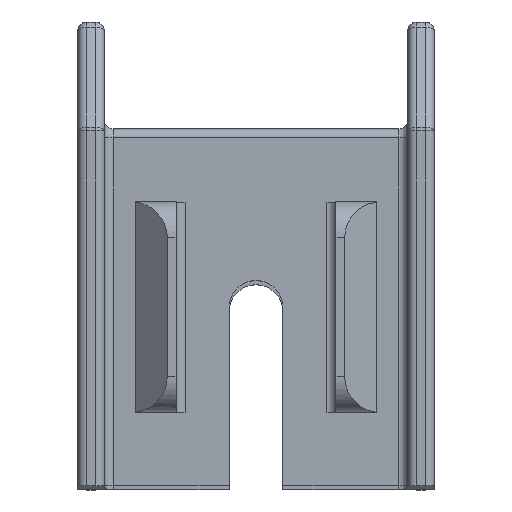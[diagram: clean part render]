
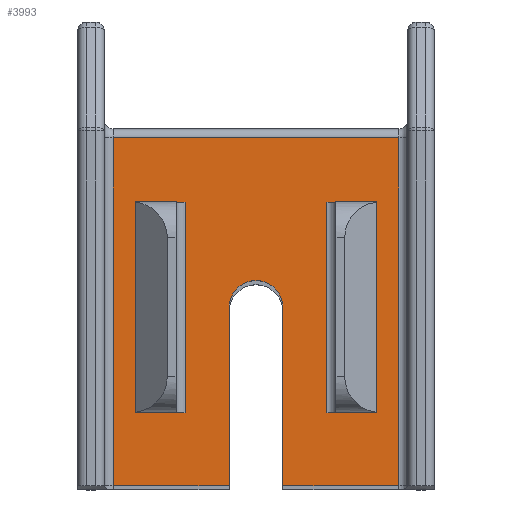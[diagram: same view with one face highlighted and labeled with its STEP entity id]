
A CAD part, top view. The second image highlights one B-rep face of the part: STEP entity #3993.
In plain terms, the highlighted planar face has unit normal (0, 0, 1).
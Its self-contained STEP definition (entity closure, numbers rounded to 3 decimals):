
#560 = LINE ( 'NONE', #1290, #563 ) ;
#563 = VECTOR ( 'NONE', #1333, 1000. ) ;
#572 = LINE ( 'NONE', #1308, #582 ) ;
#578 = LINE ( 'NONE', #1317, #580 ) ;
#579 = LINE ( 'NONE', #2076, #603 ) ;
#580 = VECTOR ( 'NONE', #1315, 1000. ) ;
#581 = LINE ( 'NONE', #1301, #584 ) ;
#582 = VECTOR ( 'NONE', #1302, 1000. ) ;
#583 = LINE ( 'NONE', #1298, #586 ) ;
#584 = VECTOR ( 'NONE', #1299, 1000. ) ;
#585 = LINE ( 'NONE', #1295, #588 ) ;
#586 = VECTOR ( 'NONE', #1296, 1000. ) ;
#587 = LINE ( 'NONE', #1293, #590 ) ;
#588 = VECTOR ( 'NONE', #1294, 1000. ) ;
#589 = LINE ( 'NONE', #1291, #592 ) ;
#590 = VECTOR ( 'NONE', #1292, 1000. ) ;
#591 = LINE ( 'NONE', #1288, #594 ) ;
#592 = VECTOR ( 'NONE', #1289, 1000. ) ;
#593 = LINE ( 'NONE', #1285, #596 ) ;
#594 = VECTOR ( 'NONE', #1287, 1000. ) ;
#595 = CIRCLE ( 'NONE', #2551, 1.5 ) ;
#596 = VECTOR ( 'NONE', #2090, 1000. ) ;
#597 = LINE ( 'NONE', #1303, #599 ) ;
#598 = LINE ( 'NONE', #2066, #601 ) ;
#599 = VECTOR ( 'NONE', #1309, 1000. ) ;
#601 = VECTOR ( 'NONE', #2058, 1000. ) ;
#602 = LINE ( 'NONE', #2051, #605 ) ;
#603 = VECTOR ( 'NONE', #2057, 1000. ) ;
#604 = LINE ( 'NONE', #2097, #607 ) ;
#605 = VECTOR ( 'NONE', #2098, 1000. ) ;
#607 = VECTOR ( 'NONE', #2096, 1000. ) ;
#1143 = VERTEX_POINT ( 'NONE', #8191 ) ;
#1144 = VERTEX_POINT ( 'NONE', #8190 ) ;
#1146 = VERTEX_POINT ( 'NONE', #8188 ) ;
#1150 = VERTEX_POINT ( 'NONE', #8184 ) ;
#1154 = VERTEX_POINT ( 'NONE', #8180 ) ;
#1158 = VERTEX_POINT ( 'NONE', #8176 ) ;
#1159 = VERTEX_POINT ( 'NONE', #8175 ) ;
#1166 = VERTEX_POINT ( 'NONE', #8168 ) ;
#1184 = VERTEX_POINT ( 'NONE', #8150 ) ;
#1186 = VERTEX_POINT ( 'NONE', #8148 ) ;
#1224 = VERTEX_POINT ( 'NONE', #8110 ) ;
#1243 = VERTEX_POINT ( 'NONE', #8091 ) ;
#1246 = VERTEX_POINT ( 'NONE', #8088 ) ;
#1256 = VERTEX_POINT ( 'NONE', #8078 ) ;
#1257 = VERTEX_POINT ( 'NONE', #8077 ) ;
#1276 = VERTEX_POINT ( 'NONE', #8058 ) ;
#1285 = CARTESIAN_POINT ( 'NONE',  ( -1.5, -10., -11.5 ) ) ;
#1287 = DIRECTION ( 'NONE',  ( 1., 0., 0. ) ) ;
#1288 = CARTESIAN_POINT ( 'NONE',  ( 8.5, -10., -11.5 ) ) ;
#1289 = DIRECTION ( 'NONE',  ( 0., -1., 0. ) ) ;
#1290 = CARTESIAN_POINT ( 'NONE',  ( 8.5, -10., -11.5 ) ) ;
#1291 = CARTESIAN_POINT ( 'NONE',  ( -8., -10., -11.5 ) ) ;
#1292 = DIRECTION ( 'NONE',  ( -1., 0., 0. ) ) ;
#1293 = CARTESIAN_POINT ( 'NONE',  ( 8.5, 9.5, -11.5 ) ) ;
#1294 = DIRECTION ( 'NONE',  ( 0., 1., 0. ) ) ;
#1295 = CARTESIAN_POINT ( 'NONE',  ( 8., 10., -11.5 ) ) ;
#1296 = DIRECTION ( 'NONE',  ( 0., -1., 0. ) ) ;
#1298 = CARTESIAN_POINT ( 'NONE',  ( 6.48, -5.9, -11.5 ) ) ;
#1299 = DIRECTION ( 'NONE',  ( -1., 0., 0. ) ) ;
#1301 = CARTESIAN_POINT ( 'NONE',  ( 4.48, 5.9, -11.5 ) ) ;
#1302 = DIRECTION ( 'NONE',  ( 0., 1., 0. ) ) ;
#1303 = CARTESIAN_POINT ( 'NONE',  ( 1.5, -10., -11.5 ) ) ;
#1308 = CARTESIAN_POINT ( 'NONE',  ( 3.98, 5.9, -11.5 ) ) ;
#1309 = DIRECTION ( 'NONE',  ( 0., 1., 0. ) ) ;
#1315 = DIRECTION ( 'NONE',  ( -1., 0., 0. ) ) ;
#1317 = CARTESIAN_POINT ( 'NONE',  ( 4.48, -5.9, -11.5 ) ) ;
#1333 = DIRECTION ( 'NONE',  ( 1., 0., 0. ) ) ;
#2051 = CARTESIAN_POINT ( 'NONE',  ( -4.48, 5.9, -11.5 ) ) ;
#2057 = DIRECTION ( 'NONE',  ( 0., 1., 0. ) ) ;
#2058 = DIRECTION ( 'NONE',  ( -1., 0., 0. ) ) ;
#2066 = CARTESIAN_POINT ( 'NONE',  ( -4.48, -5.9, -11.5 ) ) ;
#2070 = DIRECTION ( 'NONE',  ( 1., 0., 0. ) ) ;
#2071 = DIRECTION ( 'NONE',  ( 0., 0., 1. ) ) ;
#2074 = CARTESIAN_POINT ( 'NONE',  ( 0., 0., -11.5 ) ) ;
#2076 = CARTESIAN_POINT ( 'NONE',  ( -6.48, 5.9, -11.5 ) ) ;
#2090 = DIRECTION ( 'NONE',  ( 0., -1., 0. ) ) ;
#2096 = DIRECTION ( 'NONE',  ( 0., -1., 0. ) ) ;
#2097 = CARTESIAN_POINT ( 'NONE',  ( -3.98, -5.9, -11.5 ) ) ;
#2098 = DIRECTION ( 'NONE',  ( -1., 0., 0. ) ) ;
#2551 = AXIS2_PLACEMENT_3D ( 'NONE', #2074, #2071, #2070 ) ;
#2908 = EDGE_CURVE ( 'NONE', #1224, #1276, #560, .T. ) ;
#2918 = EDGE_CURVE ( 'NONE', #1246, #1256, #578, .T. ) ;
#2919 = EDGE_CURVE ( 'NONE', #1256, #1144, #572, .T. ) ;
#2920 = EDGE_CURVE ( 'NONE', #1143, #1144, #581, .T. ) ;
#2921 = EDGE_CURVE ( 'NONE', #1143, #1246, #583, .T. ) ;
#2922 = EDGE_CURVE ( 'NONE', #1276, #1243, #585, .T. ) ;
#2923 = EDGE_CURVE ( 'NONE', #1243, #1154, #587, .T. ) ;
#2924 = EDGE_CURVE ( 'NONE', #1154, #1158, #589, .T. ) ;
#2925 = EDGE_CURVE ( 'NONE', #1158, #1159, #591, .T. ) ;
#2926 = EDGE_CURVE ( 'NONE', #1146, #1159, #593, .T. ) ;
#2927 = EDGE_CURVE ( 'NONE', #1257, #1146, #595, .T. ) ;
#2928 = EDGE_CURVE ( 'NONE', #1224, #1257, #597, .T. ) ;
#2929 = EDGE_CURVE ( 'NONE', #1166, #1150, #598, .T. ) ;
#2930 = EDGE_CURVE ( 'NONE', #1150, #1186, #579, .T. ) ;
#2931 = EDGE_CURVE ( 'NONE', #1184, #1186, #602, .T. ) ;
#2932 = EDGE_CURVE ( 'NONE', #1184, #1166, #604, .T. ) ;
#3339 = DIRECTION ( 'NONE',  ( 0., 0., -1. ) ) ;
#3345 = CARTESIAN_POINT ( 'NONE',  ( 8.5, 16., -11.5 ) ) ;
#3347 = PLANE ( 'NONE',  #3830 ) ;
#3349 = DIRECTION ( 'NONE',  ( 0., 1., 0. ) ) ;
#3830 = AXIS2_PLACEMENT_3D ( 'NONE', #3345, #3339, #3349 ) ;
#3993 = ADVANCED_FACE ( 'NONE', ( #4722, #4725, #4723 ), #3347, .F. ) ;
#4722 = FACE_BOUND ( 'NONE', #6130, .T. ) ;
#4723 = FACE_BOUND ( 'NONE', #6126, .T. ) ;
#4725 = FACE_OUTER_BOUND ( 'NONE', #6127, .T. ) ;
#5219 = ORIENTED_EDGE ( 'NONE', *, *, #2932, .T. ) ;
#5220 = ORIENTED_EDGE ( 'NONE', *, *, #2931, .F. ) ;
#5221 = ORIENTED_EDGE ( 'NONE', *, *, #2930, .T. ) ;
#5222 = ORIENTED_EDGE ( 'NONE', *, *, #2929, .T. ) ;
#5223 = ORIENTED_EDGE ( 'NONE', *, *, #2908, .T. ) ;
#5224 = ORIENTED_EDGE ( 'NONE', *, *, #2928, .F. ) ;
#5225 = ORIENTED_EDGE ( 'NONE', *, *, #2927, .F. ) ;
#5226 = ORIENTED_EDGE ( 'NONE', *, *, #2926, .F. ) ;
#5227 = ORIENTED_EDGE ( 'NONE', *, *, #2925, .T. ) ;
#5228 = ORIENTED_EDGE ( 'NONE', *, *, #2924, .T. ) ;
#5229 = ORIENTED_EDGE ( 'NONE', *, *, #2923, .T. ) ;
#5230 = ORIENTED_EDGE ( 'NONE', *, *, #2922, .T. ) ;
#5231 = ORIENTED_EDGE ( 'NONE', *, *, #2921, .T. ) ;
#5232 = ORIENTED_EDGE ( 'NONE', *, *, #2920, .F. ) ;
#5235 = ORIENTED_EDGE ( 'NONE', *, *, #2918, .T. ) ;
#5237 = ORIENTED_EDGE ( 'NONE', *, *, #2919, .T. ) ;
#6126 = EDGE_LOOP ( 'NONE', ( #5222, #5221, #5220, #5219 ) ) ;
#6127 = EDGE_LOOP ( 'NONE', ( #5230, #5229, #5228, #5227, #5226, #5225, #5224, #5223 ) ) ;
#6130 = EDGE_LOOP ( 'NONE', ( #5235, #5237, #5232, #5231 ) ) ;
#8058 = CARTESIAN_POINT ( 'NONE',  ( 8., -10., -11.5 ) ) ;
#8077 = CARTESIAN_POINT ( 'NONE',  ( 1.5, 0., -11.5 ) ) ;
#8078 = CARTESIAN_POINT ( 'NONE',  ( 3.98, -5.9, -11.5 ) ) ;
#8088 = CARTESIAN_POINT ( 'NONE',  ( 6.48, -5.9, -11.5 ) ) ;
#8091 = CARTESIAN_POINT ( 'NONE',  ( 8., 9.5, -11.5 ) ) ;
#8110 = CARTESIAN_POINT ( 'NONE',  ( 1.5, -10., -11.5 ) ) ;
#8148 = CARTESIAN_POINT ( 'NONE',  ( -6.48, 5.9, -11.5 ) ) ;
#8150 = CARTESIAN_POINT ( 'NONE',  ( -3.98, 5.9, -11.5 ) ) ;
#8168 = CARTESIAN_POINT ( 'NONE',  ( -3.98, -5.9, -11.5 ) ) ;
#8175 = CARTESIAN_POINT ( 'NONE',  ( -1.5, -10., -11.5 ) ) ;
#8176 = CARTESIAN_POINT ( 'NONE',  ( -8., -10., -11.5 ) ) ;
#8180 = CARTESIAN_POINT ( 'NONE',  ( -8., 9.5, -11.5 ) ) ;
#8184 = CARTESIAN_POINT ( 'NONE',  ( -6.48, -5.9, -11.5 ) ) ;
#8188 = CARTESIAN_POINT ( 'NONE',  ( -1.5, 0., -11.5 ) ) ;
#8190 = CARTESIAN_POINT ( 'NONE',  ( 3.98, 5.9, -11.5 ) ) ;
#8191 = CARTESIAN_POINT ( 'NONE',  ( 6.48, 5.9, -11.5 ) ) ;
